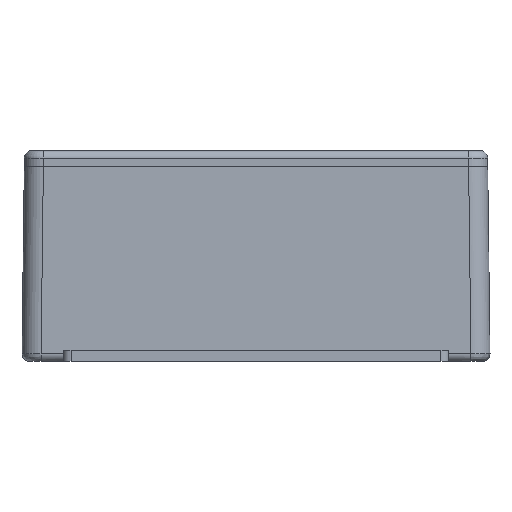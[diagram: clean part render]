
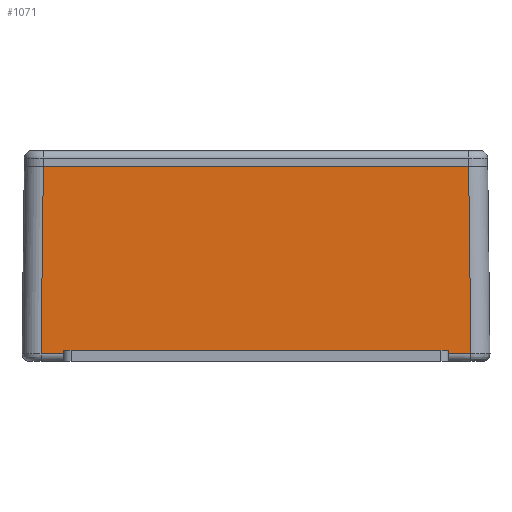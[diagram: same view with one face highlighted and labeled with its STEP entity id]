
A CAD part, left-side view. The second image highlights one B-rep face of the part: STEP entity #1071.
In plain terms, the highlighted planar face has unit normal (-1, 0, 0.012).
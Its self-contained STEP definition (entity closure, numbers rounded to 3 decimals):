
#154 = CARTESIAN_POINT ( 'NONE',  ( 2896.539, 515.097, -47.7 ) ) ;
#284 = VERTEX_POINT ( 'NONE', #12397 ) ;
#341 = VECTOR ( 'NONE', #8724, 1000. ) ;
#485 = CARTESIAN_POINT ( 'NONE',  ( 2896.521, 414.097, -49.176 ) ) ;
#548 = DIRECTION ( 'NONE',  ( -0.012, 0.012, -1. ) ) ;
#633 = EDGE_CURVE ( 'NONE', #7200, #12659, #4579, .T. ) ;
#892 = ORIENTED_EDGE ( 'NONE', *, *, #633, .F. ) ;
#993 = CARTESIAN_POINT ( 'NONE',  ( 2897.122, 525.347, 0. ) ) ;
#1071 = ADVANCED_FACE ( 'NONE', ( #5891 ), #11560, .T. ) ;
#1095 = LINE ( 'NONE', #8373, #9216 ) ;
#2007 = VERTEX_POINT ( 'NONE', #13480 ) ;
#2070 = DIRECTION ( 'NONE',  ( 0., -1., 0. ) ) ;
#2744 = CARTESIAN_POINT ( 'NONE',  ( 2896.521, 494.972, -49.176 ) ) ;
#3403 = CARTESIAN_POINT ( 'NONE',  ( 2896.521, 494.972, -49.176 ) ) ;
#3600 = VECTOR ( 'NONE', #11169, 1000. ) ;
#3652 = EDGE_LOOP ( 'NONE', ( #6961, #12868, #892, #11087, #4416, #12505, #7961, #3728 ) ) ;
#3728 = ORIENTED_EDGE ( 'NONE', *, *, #12330, .F. ) ;
#4100 = LINE ( 'NONE', #5775, #6897 ) ;
#4380 = LINE ( 'NONE', #485, #12503 ) ;
#4416 = ORIENTED_EDGE ( 'NONE', *, *, #12679, .T. ) ;
#4579 = LINE ( 'NONE', #3403, #4910 ) ;
#4615 = DIRECTION ( 'NONE',  ( 0.012, 0., 1. ) ) ;
#4910 = VECTOR ( 'NONE', #8692, 1000. ) ;
#5019 = CARTESIAN_POINT ( 'NONE',  ( 2896.533, 414.097, -48.2 ) ) ;
#5205 = VECTOR ( 'NONE', #7536, 1000. ) ;
#5775 = CARTESIAN_POINT ( 'NONE',  ( 2897.122, 520.347, 0. ) ) ;
#5891 = FACE_OUTER_BOUND ( 'NONE', #3652, .T. ) ;
#6077 = VERTEX_POINT ( 'NONE', #5019 ) ;
#6138 = EDGE_CURVE ( 'NONE', #284, #12659, #4100, .T. ) ;
#6247 = CARTESIAN_POINT ( 'NONE',  ( 2896.521, 520.948, -49.176 ) ) ;
#6285 = DIRECTION ( 'NONE',  ( 0.012, 0., 1. ) ) ;
#6294 = VERTEX_POINT ( 'NONE', #6414 ) ;
#6414 = CARTESIAN_POINT ( 'NONE',  ( 2896.521, 408.246, -49.176 ) ) ;
#6544 = EDGE_CURVE ( 'NONE', #6294, #9842, #12012, .T. ) ;
#6897 = VECTOR ( 'NONE', #548, 1000. ) ;
#6961 = ORIENTED_EDGE ( 'NONE', *, *, #12488, .T. ) ;
#7118 = AXIS2_PLACEMENT_3D ( 'NONE', #993, #12622, #6285 ) ;
#7200 = VERTEX_POINT ( 'NONE', #12594 ) ;
#7536 = DIRECTION ( 'NONE',  ( 0., 1., 0. ) ) ;
#7869 = EDGE_CURVE ( 'NONE', #12313, #7200, #8433, .T. ) ;
#7873 = LINE ( 'NONE', #9371, #12513 ) ;
#7961 = ORIENTED_EDGE ( 'NONE', *, *, #6544, .F. ) ;
#8037 = LINE ( 'NONE', #10673, #5205 ) ;
#8305 = CARTESIAN_POINT ( 'NONE',  ( 2896.533, 515.097, -48.2 ) ) ;
#8373 = CARTESIAN_POINT ( 'NONE',  ( 2896.533, 464.597, -48.2 ) ) ;
#8433 = LINE ( 'NONE', #154, #341 ) ;
#8692 = DIRECTION ( 'NONE',  ( 0., 1., 0. ) ) ;
#8724 = DIRECTION ( 'NONE',  ( -0.012, 0., -1. ) ) ;
#9216 = VECTOR ( 'NONE', #2070, 1000. ) ;
#9371 = CARTESIAN_POINT ( 'NONE',  ( 2897.13, 408.855, 0.681 ) ) ;
#9696 = CARTESIAN_POINT ( 'NONE',  ( 2896.521, 414.097, -49.176 ) ) ;
#9842 = VERTEX_POINT ( 'NONE', #9696 ) ;
#10430 = DIRECTION ( 'NONE',  ( -0.012, -0.012, -1. ) ) ;
#10673 = CARTESIAN_POINT ( 'NONE',  ( 2897.122, 525.347, 0. ) ) ;
#11087 = ORIENTED_EDGE ( 'NONE', *, *, #7869, .F. ) ;
#11169 = DIRECTION ( 'NONE',  ( 0., 1., 0. ) ) ;
#11560 = PLANE ( 'NONE',  #7118 ) ;
#12012 = LINE ( 'NONE', #2744, #3600 ) ;
#12313 = VERTEX_POINT ( 'NONE', #8305 ) ;
#12330 = EDGE_CURVE ( 'NONE', #2007, #6294, #7873, .T. ) ;
#12397 = CARTESIAN_POINT ( 'NONE',  ( 2897.122, 520.347, 0. ) ) ;
#12488 = EDGE_CURVE ( 'NONE', #2007, #284, #8037, .T. ) ;
#12503 = VECTOR ( 'NONE', #4615, 1000. ) ;
#12505 = ORIENTED_EDGE ( 'NONE', *, *, #13008, .F. ) ;
#12513 = VECTOR ( 'NONE', #10430, 1000. ) ;
#12594 = CARTESIAN_POINT ( 'NONE',  ( 2896.521, 515.097, -49.176 ) ) ;
#12622 = DIRECTION ( 'NONE',  ( -1., 0., 0.012 ) ) ;
#12659 = VERTEX_POINT ( 'NONE', #6247 ) ;
#12679 = EDGE_CURVE ( 'NONE', #12313, #6077, #1095, .T. ) ;
#12868 = ORIENTED_EDGE ( 'NONE', *, *, #6138, .T. ) ;
#13008 = EDGE_CURVE ( 'NONE', #9842, #6077, #4380, .T. ) ;
#13480 = CARTESIAN_POINT ( 'NONE',  ( 2897.122, 408.846, 0. ) ) ;
